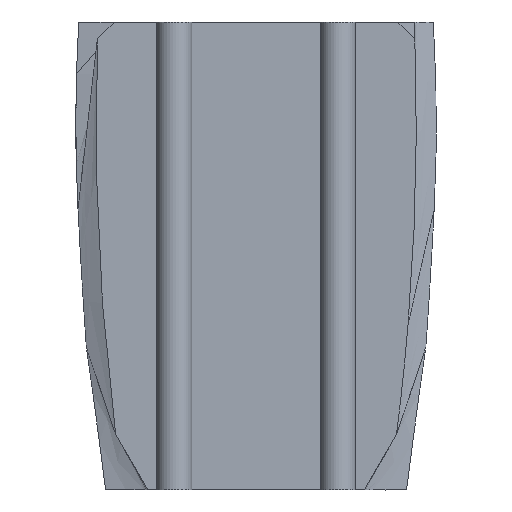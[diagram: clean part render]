
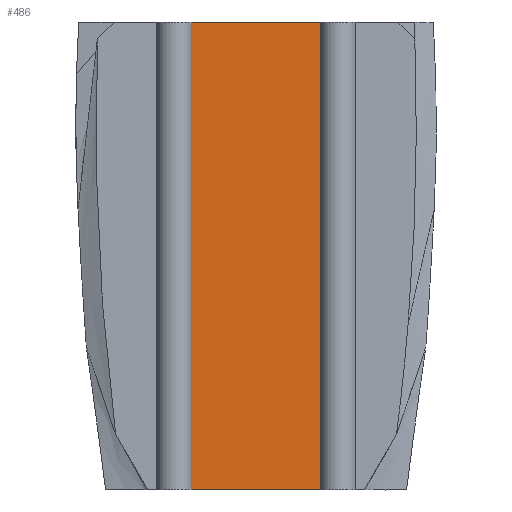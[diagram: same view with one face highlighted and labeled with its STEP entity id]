
A CAD part, front view. The second image highlights one B-rep face of the part: STEP entity #486.
In plain terms, the highlighted planar face has unit normal (0, -1, 0).
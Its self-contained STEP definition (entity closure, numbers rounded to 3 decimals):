
#43=FACE_OUTER_BOUND('',#77,.T.);
#77=EDGE_LOOP('',(#348,#349,#350,#351));
#149=LINE('',#777,#184);
#152=LINE('',#803,#187);
#153=LINE('',#805,#188);
#154=LINE('',#806,#189);
#184=VECTOR('',#601,10.);
#187=VECTOR('',#614,10.);
#188=VECTOR('',#615,10.);
#189=VECTOR('',#616,10.);
#222=VERTEX_POINT('',#774);
#223=VERTEX_POINT('',#776);
#231=VERTEX_POINT('',#802);
#232=VERTEX_POINT('',#804);
#268=EDGE_CURVE('',#223,#222,#149,.T.);
#277=EDGE_CURVE('',#222,#231,#152,.T.);
#278=EDGE_CURVE('',#231,#232,#153,.T.);
#279=EDGE_CURVE('',#232,#223,#154,.T.);
#348=ORIENTED_EDGE('',*,*,#268,.T.);
#349=ORIENTED_EDGE('',*,*,#277,.T.);
#350=ORIENTED_EDGE('',*,*,#278,.T.);
#351=ORIENTED_EDGE('',*,*,#279,.T.);
#476=PLANE('',#545);
#486=ADVANCED_FACE('',(#43),#476,.F.);
#545=AXIS2_PLACEMENT_3D('',#801,#612,#613);
#601=DIRECTION('',(-1.,0.,0.));
#612=DIRECTION('center_axis',(0.,1.,0.));
#613=DIRECTION('ref_axis',(0.,0.,1.));
#614=DIRECTION('',(0.,0.,-1.));
#615=DIRECTION('',(1.,0.,0.));
#616=DIRECTION('',(0.,0.,1.));
#774=CARTESIAN_POINT('',(-27.957,-4.,108.483));
#776=CARTESIAN_POINT('',(27.174,-4.,108.483));
#777=CARTESIAN_POINT('',(50.322,-4.,108.483));
#801=CARTESIAN_POINT('Origin',(-0.338,-4.,24.63));
#802=CARTESIAN_POINT('',(-27.957,-4.,-91.517));
#803=CARTESIAN_POINT('',(-27.957,-4.,135.));
#804=CARTESIAN_POINT('',(27.174,-4.,-91.517));
#805=CARTESIAN_POINT('',(-51.051,-4.,-91.517));
#806=CARTESIAN_POINT('',(27.174,-4.,135.));
